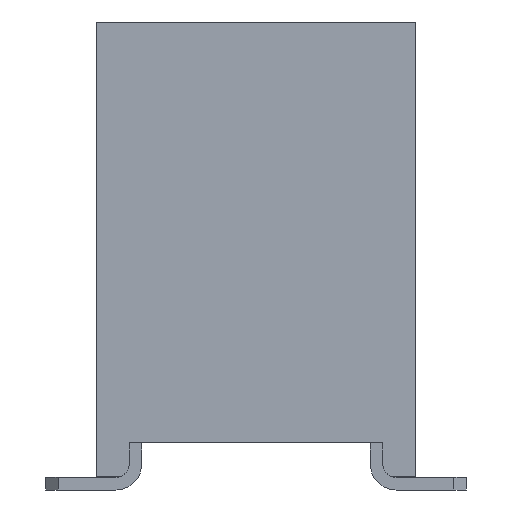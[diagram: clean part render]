
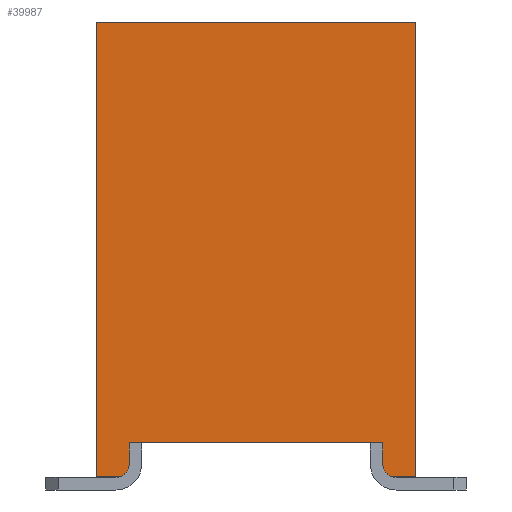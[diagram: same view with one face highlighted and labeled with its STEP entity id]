
A CAD part, left-side view. The second image highlights one B-rep face of the part: STEP entity #39987.
In plain terms, the highlighted planar face has unit normal (-1, 0, 0).
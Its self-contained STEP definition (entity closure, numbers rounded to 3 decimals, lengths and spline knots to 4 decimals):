
#472=CIRCLE('',#42507,0.2);
#474=CIRCLE('',#42510,0.2);
#3782=ORIENTED_EDGE('',*,*,#14880,.F.);
#3783=ORIENTED_EDGE('',*,*,#15599,.T.);
#3784=ORIENTED_EDGE('',*,*,#15600,.T.);
#3785=ORIENTED_EDGE('',*,*,#15601,.T.);
#3786=ORIENTED_EDGE('',*,*,#15602,.T.);
#3787=ORIENTED_EDGE('',*,*,#15596,.T.);
#3788=ORIENTED_EDGE('',*,*,#14874,.F.);
#3789=ORIENTED_EDGE('',*,*,#14885,.T.);
#3790=ORIENTED_EDGE('',*,*,#15603,.T.);
#3791=ORIENTED_EDGE('',*,*,#14882,.F.);
#14874=EDGE_CURVE('',#21008,#21009,#24948,.T.);
#14880=EDGE_CURVE('',#21014,#21015,#24954,.T.);
#14882=EDGE_CURVE('',#21015,#21016,#24956,.T.);
#14885=EDGE_CURVE('',#21008,#21018,#24959,.T.);
#15596=EDGE_CURVE('',#21466,#21009,#472,.T.);
#15599=EDGE_CURVE('',#21014,#21468,#474,.T.);
#15600=EDGE_CURVE('',#21468,#21469,#25671,.T.);
#15601=EDGE_CURVE('',#21469,#21470,#25672,.T.);
#15602=EDGE_CURVE('',#21470,#21466,#25673,.T.);
#15603=EDGE_CURVE('',#21018,#21016,#25674,.T.);
#21008=VERTEX_POINT('',#57372);
#21009=VERTEX_POINT('',#57373);
#21014=VERTEX_POINT('',#57384);
#21015=VERTEX_POINT('',#57386);
#21016=VERTEX_POINT('',#57390);
#21018=VERTEX_POINT('',#57396);
#21466=VERTEX_POINT('',#58832);
#21468=VERTEX_POINT('',#58838);
#21469=VERTEX_POINT('',#58840);
#21470=VERTEX_POINT('',#58842);
#24948=LINE('',#57371,#29286);
#24954=LINE('',#57385,#29292);
#24956=LINE('',#57389,#29294);
#24959=LINE('',#57395,#29297);
#25671=LINE('',#58839,#30009);
#25672=LINE('',#58841,#30010);
#25673=LINE('',#58843,#30011);
#25674=LINE('',#58844,#30012);
#29286=VECTOR('',#45831,1000.);
#29292=VECTOR('',#45839,1000.);
#29294=VECTOR('',#45843,1000.);
#29297=VECTOR('',#45848,1000.);
#30009=VECTOR('',#47122,1000.);
#30010=VECTOR('',#47123,1000.);
#30011=VECTOR('',#47124,1000.);
#30012=VECTOR('',#47125,1000.);
#33918=EDGE_LOOP('',(#3782,#3783,#3784,#3785,#3786,#3787,#3788,#3789,#3790,
#3791));
#36226=FACE_BOUND('',#33918,.T.);
#38520=PLANE('',#42509);
#39987=ADVANCED_FACE('',(#36226),#38520,.T.);
#42507=AXIS2_PLACEMENT_3D('',#58831,#47113,#47114);
#42509=AXIS2_PLACEMENT_3D('',#58836,#47118,#47119);
#42510=AXIS2_PLACEMENT_3D('',#58837,#47120,#47121);
#45831=DIRECTION('',(0.,1.,0.));
#45839=DIRECTION('',(0.,1.,0.));
#45843=DIRECTION('',(0.,0.,1.));
#45848=DIRECTION('',(0.,0.,1.));
#47113=DIRECTION('',(-1.,0.,0.));
#47114=DIRECTION('',(0.,0.,1.));
#47118=DIRECTION('',(-1.,0.,0.));
#47119=DIRECTION('',(0.,0.,1.));
#47120=DIRECTION('',(-1.,0.,0.));
#47121=DIRECTION('',(0.,0.,1.));
#47122=DIRECTION('',(0.,0.,1.));
#47123=DIRECTION('',(0.,-1.,0.));
#47124=DIRECTION('',(0.,0.,-1.));
#47125=DIRECTION('',(0.,1.,0.));
#57371=CARTESIAN_POINT('',(-18.03,-2.54,-3.62));
#57372=CARTESIAN_POINT('',(-18.03,-2.54,-3.62));
#57373=CARTESIAN_POINT('',(-18.03,-2.22,-3.62));
#57384=CARTESIAN_POINT('',(-18.03,2.22,-3.62));
#57385=CARTESIAN_POINT('',(-18.03,-2.54,-3.62));
#57386=CARTESIAN_POINT('',(-18.03,2.54,-3.62));
#57389=CARTESIAN_POINT('',(-18.03,2.54,-3.62));
#57390=CARTESIAN_POINT('',(-18.03,2.54,3.62));
#57395=CARTESIAN_POINT('',(-18.03,-2.54,-3.62));
#57396=CARTESIAN_POINT('',(-18.03,-2.54,3.62));
#58831=CARTESIAN_POINT('',(-18.03,-2.22,-3.42));
#58832=CARTESIAN_POINT('',(-18.03,-2.02,-3.42));
#58836=CARTESIAN_POINT('',(-18.03,-2.54,-3.62));
#58837=CARTESIAN_POINT('',(-18.03,2.22,-3.42));
#58838=CARTESIAN_POINT('',(-18.03,2.02,-3.42));
#58839=CARTESIAN_POINT('',(-18.03,2.02,-3.62));
#58840=CARTESIAN_POINT('',(-18.03,2.02,-3.08));
#58841=CARTESIAN_POINT('',(-18.03,-2.54,-3.08));
#58842=CARTESIAN_POINT('',(-18.03,-2.02,-3.08));
#58843=CARTESIAN_POINT('',(-18.03,-2.02,-3.62));
#58844=CARTESIAN_POINT('',(-18.03,-2.54,3.62));
